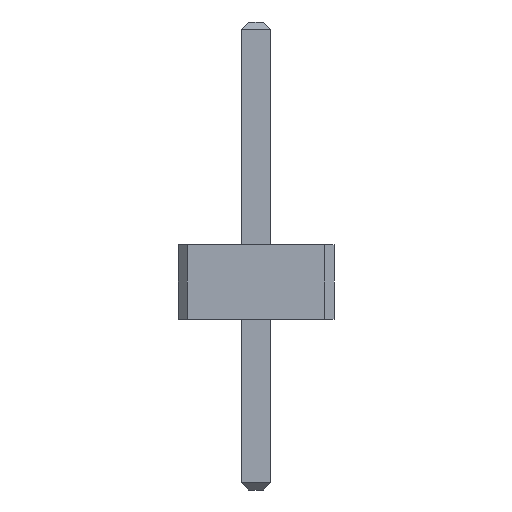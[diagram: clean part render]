
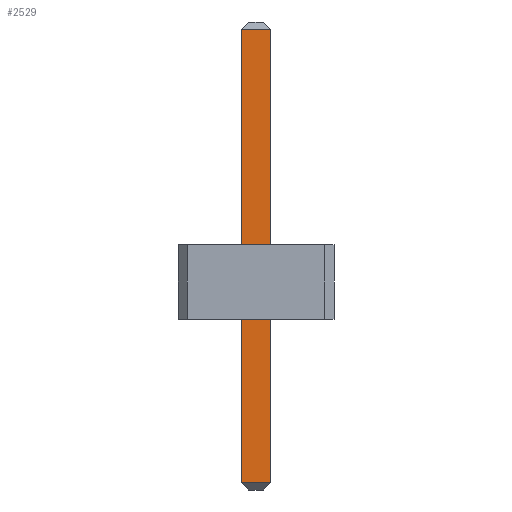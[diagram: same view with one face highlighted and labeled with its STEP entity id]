
A CAD part, front view. The second image highlights one B-rep face of the part: STEP entity #2529.
In plain terms, the highlighted planar face has unit normal (0, -1, 0).
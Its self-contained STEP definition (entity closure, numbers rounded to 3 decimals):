
#13=DIRECTION('',(0.,0.,1.));
#27=VECTOR('',#13,1.);
#67=DIRECTION('',(1.,0.,0.));
#1181=VECTOR('',#67,1.);
#1192=DIRECTION('',(0.,1.,0.));
#2506=EDGE_CURVE('',#2507,#2509,#2511,.T.);
#2507=VERTEX_POINT('',#2508);
#2508=CARTESIAN_POINT('',(-0.2,-24.33,-2.2));
#2509=VERTEX_POINT('',#2510);
#2510=CARTESIAN_POINT('',(-0.2,-24.33,3.9));
#2511=LINE('',#2512,#27);
#2512=CARTESIAN_POINT('',(-0.2,-24.33,-2.3));
#2529=ADVANCED_FACE('',(#2530),#2547,.F.);
#2530=FACE_BOUND('',#2531,.F.);
#2531=EDGE_LOOP('',(#2532,#2540,#2543,#2544));
#2532=ORIENTED_EDGE('',*,*,#2533,.F.);
#2533=EDGE_CURVE('',#2534,#2536,#2538,.T.);
#2534=VERTEX_POINT('',#2535);
#2535=CARTESIAN_POINT('',(0.2,-24.33,-2.2));
#2536=VERTEX_POINT('',#2537);
#2537=CARTESIAN_POINT('',(0.2,-24.33,3.9));
#2538=LINE('',#2539,#27);
#2539=CARTESIAN_POINT('',(0.2,-24.33,-2.3));
#2540=ORIENTED_EDGE('',*,*,#2541,.F.);
#2541=EDGE_CURVE('',#2507,#2534,#2542,.T.);
#2542=LINE('',#2508,#1181);
#2543=ORIENTED_EDGE('',*,*,#2506,.T.);
#2544=ORIENTED_EDGE('',*,*,#2545,.T.);
#2545=EDGE_CURVE('',#2509,#2536,#2546,.T.);
#2546=LINE('',#2510,#1181);
#2547=PLANE('',#2548);
#2548=AXIS2_PLACEMENT_3D('',#2512,#1192,#13);
